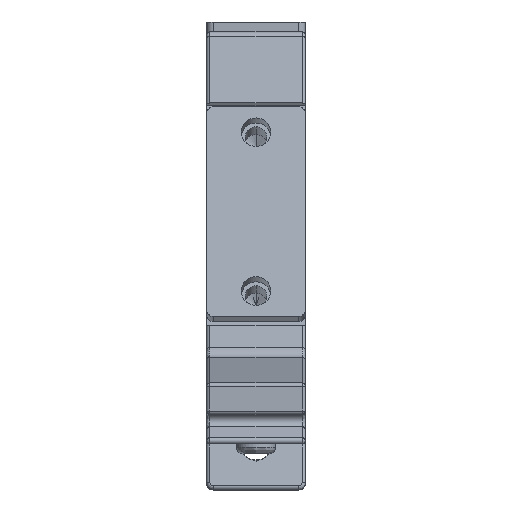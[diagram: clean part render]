
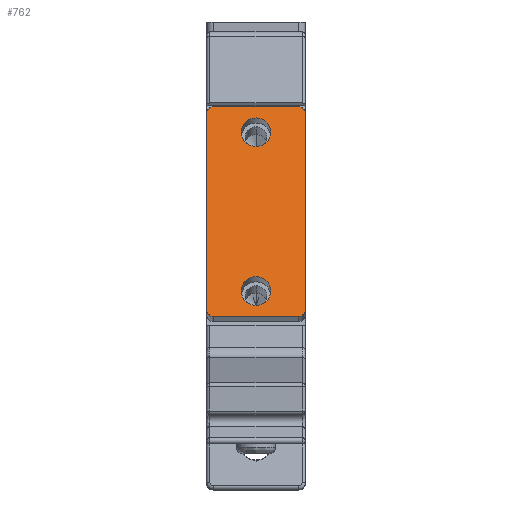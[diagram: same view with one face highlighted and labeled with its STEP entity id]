
A CAD part, front view. The second image highlights one B-rep face of the part: STEP entity #762.
In plain terms, the highlighted planar face has unit normal (0, -0.966, 0.259).
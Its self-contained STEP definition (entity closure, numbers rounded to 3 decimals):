
#109 = ORIENTED_EDGE ( 'NONE', *, *, #860, .F. ) ;
#288 = VERTEX_POINT ( 'NONE', #12149 ) ;
#601 = EDGE_CURVE ( 'NONE', #13657, #16977, #8953, .T. ) ;
#607 = EDGE_CURVE ( 'NONE', #5211, #6752, #2229, .T. ) ;
#615 = EDGE_CURVE ( 'NONE', #9533, #16875, #865, .T. ) ;
#643 = EDGE_CURVE ( 'NONE', #7258, #288, #11968, .T. ) ;
#646 = EDGE_CURVE ( 'NONE', #2631, #5715, #16303, .T. ) ;
#680 = EDGE_CURVE ( 'NONE', #7666, #19310, #15075, .T. ) ;
#762 = ADVANCED_FACE ( 'NONE', ( #15582, #21478, #21418 ), #16746, .T. ) ;
#860 = EDGE_CURVE ( 'NONE', #9533, #288, #19655, .T. ) ;
#865 = LINE ( 'NONE', #11369, #1258 ) ;
#958 = EDGE_CURVE ( 'NONE', #7666, #16875, #17900, .T. ) ;
#963 = EDGE_CURVE ( 'NONE', #7258, #5715, #17498, .T. ) ;
#1066 = EDGE_CURVE ( 'NONE', #2631, #19310, #15828, .T. ) ;
#1258 = VECTOR ( 'NONE', #12387, 1000. ) ;
#1518 = EDGE_CURVE ( 'NONE', #6752, #5211, #7156, .T. ) ;
#1561 = EDGE_CURVE ( 'NONE', #16977, #13657, #6536, .T. ) ;
#2229 = CIRCLE ( 'NONE', #17968, 2.25 ) ;
#2483 = DIRECTION ( 'NONE',  ( 0., 0.259, 0.966 ) ) ;
#2631 = VERTEX_POINT ( 'NONE', #11839 ) ;
#2763 = AXIS2_PLACEMENT_3D ( 'NONE', #20116, #20098, #20076 ) ;
#3545 = CARTESIAN_POINT ( 'NONE',  ( 2.25, 9.939, -13.755 ) ) ;
#3593 = CARTESIAN_POINT ( 'NONE',  ( 7.5, -2.53, -60.29 ) ) ;
#4089 = DIRECTION ( 'NONE',  ( -1., 0., 0. ) ) ;
#4211 = EDGE_LOOP ( 'NONE', ( #15987, #16468, #18224, #18575, #19957, #20239, #21760, #109 ) ) ;
#5112 = CARTESIAN_POINT ( 'NONE',  ( -6.5, 10.974, -9.891 ) ) ;
#5211 = VERTEX_POINT ( 'NONE', #18572 ) ;
#5425 = VECTOR ( 'NONE', #19559, 1000. ) ;
#5715 = VERTEX_POINT ( 'NONE', #19095 ) ;
#6536 = CIRCLE ( 'NONE', #7883, 2.25 ) ;
#6602 = DIRECTION ( 'NONE',  ( 1., 0., 0. ) ) ;
#6752 = VERTEX_POINT ( 'NONE', #9329 ) ;
#7026 = VECTOR ( 'NONE', #6602, 1000. ) ;
#7057 = CARTESIAN_POINT ( 'NONE',  ( 0., 3.469, -37.903 ) ) ;
#7156 = CIRCLE ( 'NONE', #21248, 2.25 ) ;
#7258 = VERTEX_POINT ( 'NONE', #9518 ) ;
#7666 = VERTEX_POINT ( 'NONE', #11067 ) ;
#7883 = AXIS2_PLACEMENT_3D ( 'NONE', #21172, #21126, #21101 ) ;
#8086 = VECTOR ( 'NONE', #2483, 1000. ) ;
#8831 = CARTESIAN_POINT ( 'NONE',  ( -7.5, 2.692, -40.801 ) ) ;
#8953 = CIRCLE ( 'NONE', #10349, 2.25 ) ;
#9218 = AXIS2_PLACEMENT_3D ( 'NONE', #19869, #15441, #15569 ) ;
#9329 = CARTESIAN_POINT ( 'NONE',  ( 2.25, 3.469, -37.903 ) ) ;
#9518 = CARTESIAN_POINT ( 'NONE',  ( 7.5, 2.692, -40.801 ) ) ;
#9533 = VERTEX_POINT ( 'NONE', #20790 ) ;
#10349 = AXIS2_PLACEMENT_3D ( 'NONE', #10815, #10884, #10905 ) ;
#10815 = CARTESIAN_POINT ( 'NONE',  ( 0., 9.939, -13.755 ) ) ;
#10844 = CARTESIAN_POINT ( 'NONE',  ( 0., 3.469, -37.903 ) ) ;
#10884 = DIRECTION ( 'NONE',  ( 0., 0.966, -0.259 ) ) ;
#10905 = DIRECTION ( 'NONE',  ( -1., 0., 0. ) ) ;
#11067 = CARTESIAN_POINT ( 'NONE',  ( -7.5, 10.716, -10.857 ) ) ;
#11207 = DIRECTION ( 'NONE',  ( 0., 0.966, -0.259 ) ) ;
#11369 = CARTESIAN_POINT ( 'NONE',  ( 0., 10.974, -9.891 ) ) ;
#11839 = CARTESIAN_POINT ( 'NONE',  ( -6.5, 2.433, -41.767 ) ) ;
#11968 = LINE ( 'NONE', #3593, #8086 ) ;
#12149 = CARTESIAN_POINT ( 'NONE',  ( 7.5, 10.716, -10.857 ) ) ;
#12387 = DIRECTION ( 'NONE',  ( -1., 0., 0. ) ) ;
#12414 = DIRECTION ( 'NONE',  ( -1., 0., 0. ) ) ;
#12813 = ORIENTED_EDGE ( 'NONE', *, *, #601, .T. ) ;
#13123 = EDGE_LOOP ( 'NONE', ( #12813, #13271 ) ) ;
#13271 = ORIENTED_EDGE ( 'NONE', *, *, #1561, .T. ) ;
#13643 = AXIS2_PLACEMENT_3D ( 'NONE', #19624, #19493, #19468 ) ;
#13657 = VERTEX_POINT ( 'NONE', #16614 ) ;
#14548 = ORIENTED_EDGE ( 'NONE', *, *, #607, .T. ) ;
#14947 = ORIENTED_EDGE ( 'NONE', *, *, #1518, .T. ) ;
#14974 = AXIS2_PLACEMENT_3D ( 'NONE', #17161, #17782, #15688 ) ;
#15075 = LINE ( 'NONE', #19184, #5425 ) ;
#15441 = DIRECTION ( 'NONE',  ( 0., 0.966, -0.259 ) ) ;
#15569 = DIRECTION ( 'NONE',  ( 1., 0., 0. ) ) ;
#15582 = FACE_BOUND ( 'NONE', #13123, .T. ) ;
#15688 = DIRECTION ( 'NONE',  ( 1., 0., 0. ) ) ;
#15828 = CIRCLE ( 'NONE', #18113, 1. ) ;
#15987 = ORIENTED_EDGE ( 'NONE', *, *, #615, .T. ) ;
#16303 = LINE ( 'NONE', #21807, #7026 ) ;
#16391 = DIRECTION ( 'NONE',  ( 1., 0., 0. ) ) ;
#16419 = DIRECTION ( 'NONE',  ( 0., 0.966, -0.259 ) ) ;
#16468 = ORIENTED_EDGE ( 'NONE', *, *, #958, .F. ) ;
#16472 = CARTESIAN_POINT ( 'NONE',  ( -6.5, 2.692, -40.801 ) ) ;
#16614 = CARTESIAN_POINT ( 'NONE',  ( -2.25, 9.939, -13.755 ) ) ;
#16746 = PLANE ( 'NONE',  #14974 ) ;
#16875 = VERTEX_POINT ( 'NONE', #5112 ) ;
#16977 = VERTEX_POINT ( 'NONE', #3545 ) ;
#17161 = CARTESIAN_POINT ( 'NONE',  ( 0., -2.53, -60.29 ) ) ;
#17498 = CIRCLE ( 'NONE', #13643, 1. ) ;
#17782 = DIRECTION ( 'NONE',  ( 0., -0.966, 0.259 ) ) ;
#17900 = CIRCLE ( 'NONE', #2763, 1. ) ;
#17968 = AXIS2_PLACEMENT_3D ( 'NONE', #7057, #21569, #4089 ) ;
#18113 = AXIS2_PLACEMENT_3D ( 'NONE', #16472, #16419, #16391 ) ;
#18224 = ORIENTED_EDGE ( 'NONE', *, *, #680, .T. ) ;
#18572 = CARTESIAN_POINT ( 'NONE',  ( -2.25, 3.469, -37.903 ) ) ;
#18575 = ORIENTED_EDGE ( 'NONE', *, *, #1066, .F. ) ;
#19095 = CARTESIAN_POINT ( 'NONE',  ( 6.5, 2.433, -41.767 ) ) ;
#19184 = CARTESIAN_POINT ( 'NONE',  ( -7.5, -2.53, -60.29 ) ) ;
#19310 = VERTEX_POINT ( 'NONE', #8831 ) ;
#19468 = DIRECTION ( 'NONE',  ( -1., 0., 0. ) ) ;
#19493 = DIRECTION ( 'NONE',  ( 0., 0.966, -0.259 ) ) ;
#19559 = DIRECTION ( 'NONE',  ( 0., -0.259, -0.966 ) ) ;
#19624 = CARTESIAN_POINT ( 'NONE',  ( 6.5, 2.692, -40.801 ) ) ;
#19655 = CIRCLE ( 'NONE', #9218, 1. ) ;
#19869 = CARTESIAN_POINT ( 'NONE',  ( 6.5, 10.716, -10.857 ) ) ;
#19957 = ORIENTED_EDGE ( 'NONE', *, *, #646, .T. ) ;
#20076 = DIRECTION ( 'NONE',  ( 1., 0., 0. ) ) ;
#20098 = DIRECTION ( 'NONE',  ( 0., 0.966, -0.259 ) ) ;
#20116 = CARTESIAN_POINT ( 'NONE',  ( -6.5, 10.716, -10.857 ) ) ;
#20239 = ORIENTED_EDGE ( 'NONE', *, *, #963, .F. ) ;
#20790 = CARTESIAN_POINT ( 'NONE',  ( 6.5, 10.974, -9.891 ) ) ;
#21101 = DIRECTION ( 'NONE',  ( -1., 0., 0. ) ) ;
#21126 = DIRECTION ( 'NONE',  ( 0., 0.966, -0.259 ) ) ;
#21172 = CARTESIAN_POINT ( 'NONE',  ( 0., 9.939, -13.755 ) ) ;
#21248 = AXIS2_PLACEMENT_3D ( 'NONE', #10844, #11207, #12414 ) ;
#21418 = FACE_OUTER_BOUND ( 'NONE', #4211, .T. ) ;
#21478 = FACE_BOUND ( 'NONE', #21495, .T. ) ;
#21495 = EDGE_LOOP ( 'NONE', ( #14548, #14947 ) ) ;
#21569 = DIRECTION ( 'NONE',  ( 0., 0.966, -0.259 ) ) ;
#21760 = ORIENTED_EDGE ( 'NONE', *, *, #643, .T. ) ;
#21807 = CARTESIAN_POINT ( 'NONE',  ( 0., 2.433, -41.767 ) ) ;
